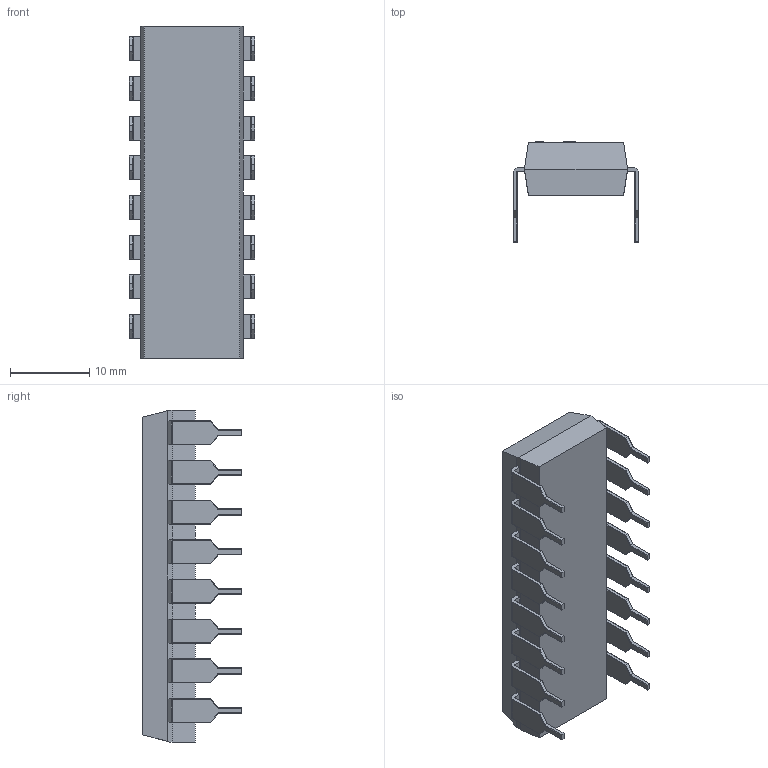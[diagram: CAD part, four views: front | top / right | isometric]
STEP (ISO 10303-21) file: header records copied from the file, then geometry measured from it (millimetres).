
FILE_DESCRIPTION(/* description */ ('Alibre Inc.'),/* implementation_level */ '2;1');
FILE_NAME(/* name */ 'export0',/* time_stamp */ '2012-11-22T14:15:04+00:00',/* author */ (''),/* organization */ (''),/* preprocessor_version */ 'ST-DEVELOPER v12',/* originating_system */ 'Alibre',/* authorisation */ '');
FILE_SCHEMA (('AUTOMOTIVE_DESIGN'));
Length unit declared in the file: centimetre
Bounding box: 15.83 x 12.59 x 41.82 mm (x, y, z)
Volume: 3576.8 mm3; surface area: 2834.2 mm2
Topology: 41 solids, 41 shells, 1170 faces, 3021 edges, 1950 vertices
Faces by surface type: plane 1076, bspline 67, cylinder 27
Full cylindrical faces by diameter (mm): 0.3 x16, 0.435 x8, 0.591 x1, 1 x1
Entity records: 19985 total; most frequent: CARTESIAN_POINT 4405, ORIENTED_EDGE 3500, DIRECTION 2305, EDGE_CURVE 1750, VECTOR 1591, LINE 1591, VERTEX_POINT 1170, EDGE_LOOP 682
